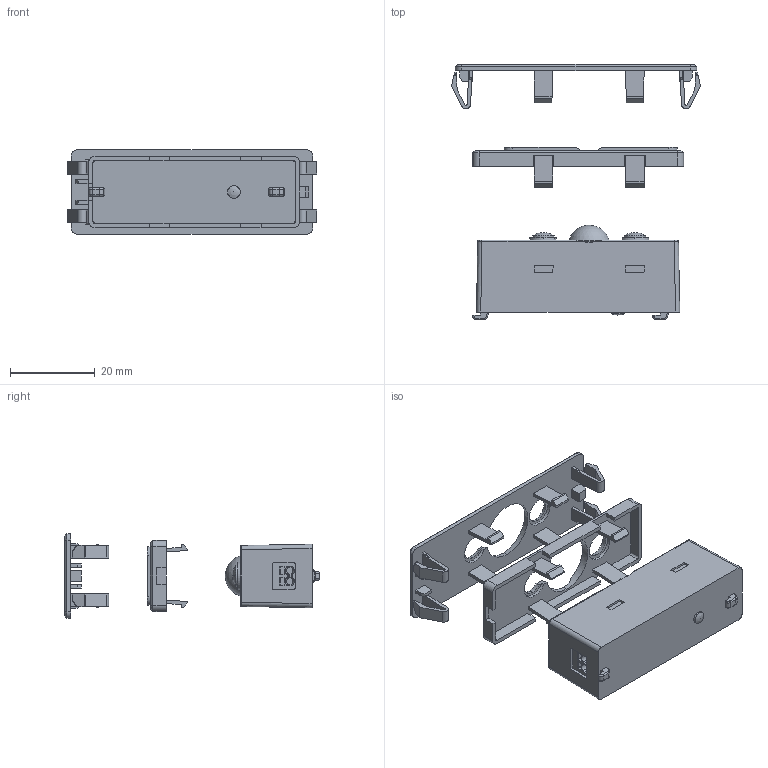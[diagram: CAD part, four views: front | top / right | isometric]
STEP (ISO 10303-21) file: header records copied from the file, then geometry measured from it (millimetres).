
FILE_DESCRIPTION (( 'STEP AP214' ), '1' );
FILE_NAME ('4237536swm000.step', '2020-08-11T07:31:06', ( 'OSRAM' ), ( 'OSRAM' ), 'SwSTEP 2.0', 'SolidWorks 2017', '' );
FILE_SCHEMA (( 'AUTOMOTIVE_DESIGN' ));
Length unit declared in the file: millimetre
Products named in the file (1): 4237536swm000
Bounding box: 58.99 x 60.3 x 20 mm (x, y, z)
Volume: 14900.6 mm3; surface area: 9585.7 mm2
Topology: 3 solids, 3 shells, 616 faces, 1627 edges, 1052 vertices
Faces by surface type: plane 365, cylinder 151, cone 66, torus 12, bspline 12, sphere 10
Entity records: 25785 total; most frequent: CARTESIAN_POINT 3702, ORIENTED_EDGE 3226, DIRECTION 3131, EDGE_CURVE 1613, VECTOR 1121, LINE 1121, VERTEX_POINT 1044, AXIS2_PLACEMENT_3D 1005
